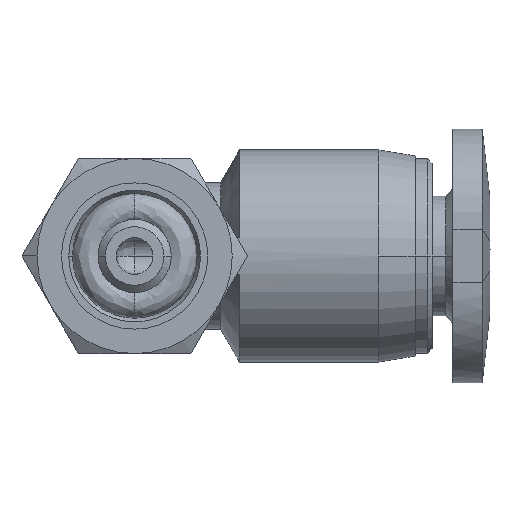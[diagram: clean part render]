
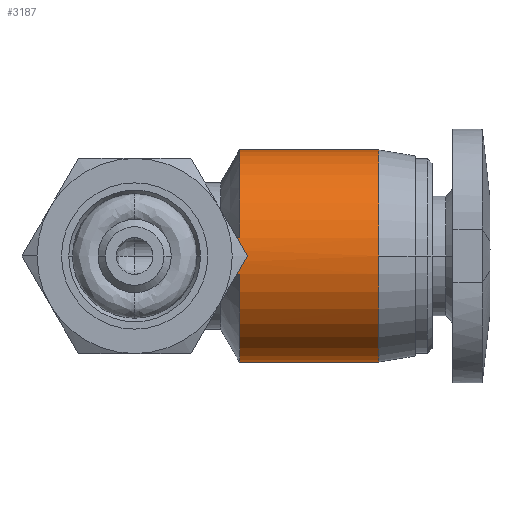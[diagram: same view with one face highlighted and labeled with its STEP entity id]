
A CAD part, front view. The second image highlights one B-rep face of the part: STEP entity #3187.
In plain terms, the highlighted cylindrical face has radius 4.35 mm (diameter 8.7 mm), a partial arc.
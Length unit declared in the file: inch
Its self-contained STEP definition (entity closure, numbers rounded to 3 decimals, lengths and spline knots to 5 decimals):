
#152 = DIRECTION ( 'NONE',  ( 1., 0., 0. ) ) ;
#242 = VERTEX_POINT ( 'NONE', #3581 ) ;
#316 = EDGE_CURVE ( 'NONE', #850, #1667, #3664, .T. ) ;
#346 = CARTESIAN_POINT ( 'NONE',  ( 0.15469, 0.02225, 0.02953 ) ) ;
#350 = LINE ( 'NONE', #2741, #1077 ) ;
#362 = VERTEX_POINT ( 'NONE', #2957 ) ;
#460 = EDGE_LOOP ( 'NONE', ( #3701, #2126, #2596, #3099, #2509, #1049, #620, #3893, #3321 ) ) ;
#462 = DIRECTION ( 'NONE',  ( 0., 0., 1. ) ) ;
#490 = EDGE_CURVE ( 'NONE', #242, #3774, #1098, .T. ) ;
#620 = ORIENTED_EDGE ( 'NONE', *, *, #490, .F. ) ;
#636 = CIRCLE ( 'NONE', #2090, 0.17126 ) ;
#683 = CARTESIAN_POINT ( 'NONE',  ( 0.15749, 0.01968, 0.0098 ) ) ;
#695 = VERTEX_POINT ( 'NONE', #761 ) ;
#697 = CARTESIAN_POINT ( 'NONE',  ( 0.15747, 0.01969, -0.01002 ) ) ;
#699 = VERTEX_POINT ( 'NONE', #2513 ) ;
#730 = VECTOR ( 'NONE', #152, 39.37008 ) ;
#761 = CARTESIAN_POINT ( 'NONE',  ( 0.16929, 0.02225, 0.02953 ) ) ;
#773 = CARTESIAN_POINT ( 'NONE',  ( 0.16929, 0.19094, 0. ) ) ;
#850 = VERTEX_POINT ( 'NONE', #2636 ) ;
#1049 = ORIENTED_EDGE ( 'NONE', *, *, #1567, .F. ) ;
#1077 = VECTOR ( 'NONE', #2754, 39.37008 ) ;
#1098 = B_SPLINE_CURVE_WITH_KNOTS ( 'NONE', 3,
 ( #2501, #2466, #697, #683, #2195, #346 ),
 .UNSPECIFIED., .F., .F.,
 ( 4, 2, 4 ),
 ( 0., 0.00075, 0.00151 ),
 .UNSPECIFIED. ) ;
#1158 = CARTESIAN_POINT ( 'NONE',  ( 0.16929, 0.19094, -0.17126 ) ) ;
#1179 = VECTOR ( 'NONE', #3303, 39.37008 ) ;
#1190 = VERTEX_POINT ( 'NONE', #1158 ) ;
#1361 = LINE ( 'NONE', #1847, #1179 ) ;
#1375 = DIRECTION ( 'NONE',  ( -1., 0., 0. ) ) ;
#1528 = DIRECTION ( 'NONE',  ( 0., 0., 1. ) ) ;
#1567 = EDGE_CURVE ( 'NONE', #3774, #695, #3130, .T. ) ;
#1595 = EDGE_CURVE ( 'NONE', #362, #695, #636, .T. ) ;
#1652 = DIRECTION ( 'NONE',  ( 0., 0., 1. ) ) ;
#1666 = EDGE_CURVE ( 'NONE', #699, #850, #3284, .T. ) ;
#1667 = VERTEX_POINT ( 'NONE', #2241 ) ;
#1707 = DIRECTION ( 'NONE',  ( 0., 0., 1. ) ) ;
#1810 = DIRECTION ( 'NONE',  ( 0., 0., 1. ) ) ;
#1847 = CARTESIAN_POINT ( 'NONE',  ( 0.16929, 0.19094, 0.17126 ) ) ;
#1874 = VECTOR ( 'NONE', #2337, 39.37008 ) ;
#1974 = CARTESIAN_POINT ( 'NONE',  ( 0.15469, 0.02225, 0.02953 ) ) ;
#2026 = CIRCLE ( 'NONE', #3461, 0.17126 ) ;
#2078 = DIRECTION ( 'NONE',  ( -1., 0., 0. ) ) ;
#2090 = AXIS2_PLACEMENT_3D ( 'NONE', #2533, #3443, #1652 ) ;
#2126 = ORIENTED_EDGE ( 'NONE', *, *, #1666, .T. ) ;
#2136 = VERTEX_POINT ( 'NONE', #2281 ) ;
#2195 = CARTESIAN_POINT ( 'NONE',  ( 0.15654, 0.02055, 0.01983 ) ) ;
#2241 = CARTESIAN_POINT ( 'NONE',  ( 0.3937, 0.19094, 0.17126 ) ) ;
#2281 = CARTESIAN_POINT ( 'NONE',  ( 0.16929, 0.02225, -0.02953 ) ) ;
#2293 = CARTESIAN_POINT ( 'NONE',  ( 0.16929, 0.02225, 0.02953 ) ) ;
#2310 = DIRECTION ( 'NONE',  ( -1., 0., 0. ) ) ;
#2337 = DIRECTION ( 'NONE',  ( -1., 0., 0. ) ) ;
#2382 = EDGE_CURVE ( 'NONE', #1667, #362, #1361, .T. ) ;
#2429 = EDGE_CURVE ( 'NONE', #2136, #242, #350, .T. ) ;
#2466 = CARTESIAN_POINT ( 'NONE',  ( 0.15654, 0.02055, -0.01983 ) ) ;
#2501 = CARTESIAN_POINT ( 'NONE',  ( 0.15469, 0.02225, -0.02953 ) ) ;
#2509 = ORIENTED_EDGE ( 'NONE', *, *, #1595, .T. ) ;
#2513 = CARTESIAN_POINT ( 'NONE',  ( 0.3937, 0.19094, -0.17126 ) ) ;
#2533 = CARTESIAN_POINT ( 'NONE',  ( 0.16929, 0.19094, 0. ) ) ;
#2560 = EDGE_CURVE ( 'NONE', #2136, #1190, #2026, .T. ) ;
#2596 = ORIENTED_EDGE ( 'NONE', *, *, #316, .T. ) ;
#2636 = CARTESIAN_POINT ( 'NONE',  ( 0.3937, 0.01969, 0. ) ) ;
#2741 = CARTESIAN_POINT ( 'NONE',  ( 0.16929, 0.02225, -0.02953 ) ) ;
#2754 = DIRECTION ( 'NONE',  ( -1., 0., 0. ) ) ;
#2896 = AXIS2_PLACEMENT_3D ( 'NONE', #3204, #2310, #1707 ) ;
#2957 = CARTESIAN_POINT ( 'NONE',  ( 0.16929, 0.19094, 0.17126 ) ) ;
#2981 = AXIS2_PLACEMENT_3D ( 'NONE', #773, #1375, #462 ) ;
#3009 = DIRECTION ( 'NONE',  ( 1., 0., 0. ) ) ;
#3099 = ORIENTED_EDGE ( 'NONE', *, *, #2382, .T. ) ;
#3130 = LINE ( 'NONE', #2293, #730 ) ;
#3132 = LINE ( 'NONE', #3541, #1874 ) ;
#3187 = ADVANCED_FACE ( 'NONE', ( #3513 ), #3616, .T. ) ;
#3204 = CARTESIAN_POINT ( 'NONE',  ( 0.3937, 0.19094, 0. ) ) ;
#3256 = AXIS2_PLACEMENT_3D ( 'NONE', #3865, #2078, #1810 ) ;
#3284 = CIRCLE ( 'NONE', #2896, 0.17126 ) ;
#3303 = DIRECTION ( 'NONE',  ( -1., 0., 0. ) ) ;
#3321 = ORIENTED_EDGE ( 'NONE', *, *, #2560, .T. ) ;
#3323 = EDGE_CURVE ( 'NONE', #699, #1190, #3132, .T. ) ;
#3443 = DIRECTION ( 'NONE',  ( 1., 0., 0. ) ) ;
#3461 = AXIS2_PLACEMENT_3D ( 'NONE', #3633, #3009, #1528 ) ;
#3513 = FACE_OUTER_BOUND ( 'NONE', #460, .T. ) ;
#3541 = CARTESIAN_POINT ( 'NONE',  ( 0.16929, 0.19094, -0.17126 ) ) ;
#3581 = CARTESIAN_POINT ( 'NONE',  ( 0.15469, 0.02225, -0.02953 ) ) ;
#3616 = CYLINDRICAL_SURFACE ( 'NONE', #2981, 0.17126 ) ;
#3633 = CARTESIAN_POINT ( 'NONE',  ( 0.16929, 0.19094, 0. ) ) ;
#3664 = CIRCLE ( 'NONE', #3256, 0.17126 ) ;
#3701 = ORIENTED_EDGE ( 'NONE', *, *, #3323, .F. ) ;
#3774 = VERTEX_POINT ( 'NONE', #1974 ) ;
#3865 = CARTESIAN_POINT ( 'NONE',  ( 0.3937, 0.19094, 0. ) ) ;
#3893 = ORIENTED_EDGE ( 'NONE', *, *, #2429, .F. ) ;
